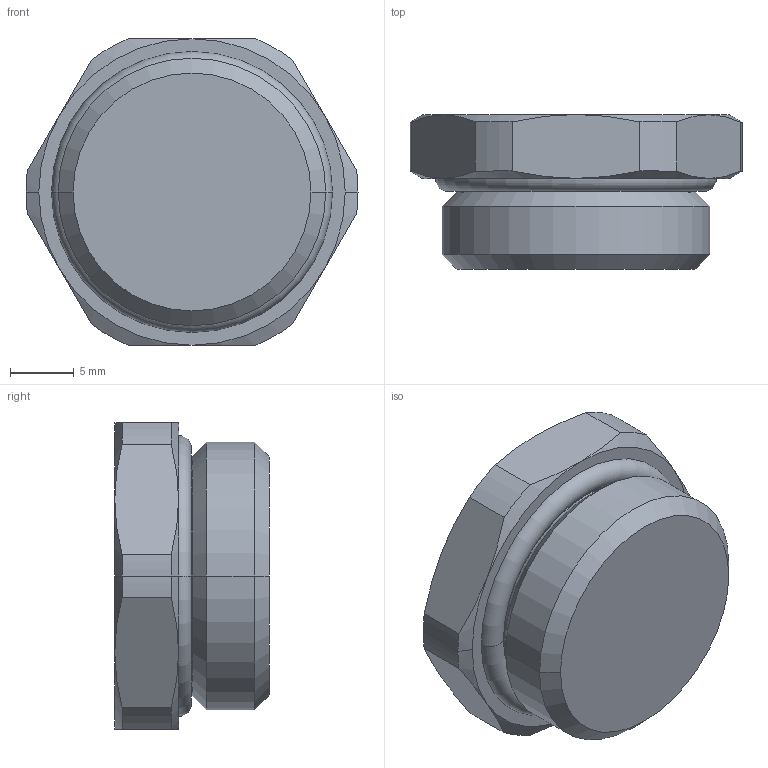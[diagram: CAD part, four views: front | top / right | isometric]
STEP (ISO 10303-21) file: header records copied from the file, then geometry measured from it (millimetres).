
FILE_DESCRIPTION(('STEP AP214'),'1');
FILE_NAME('0222_21_00.stp','2016-07-07T14:23:32',('TraceParts'),('TraceParts S.A.'),'Spatial InterOp 3D',' ',' ');
FILE_SCHEMA(('automotive_design'));
Length unit declared in the file: millimetre
Products named in the file (1): 1
Bounding box: 26 x 12.1 x 24 mm (x, y, z)
Volume: 4410.2 mm3; surface area: 2016.7 mm2
Topology: 1 solids, 1 shells, 53 faces, 127 edges, 76 vertices
Faces by surface type: cone 22, plane 15, cylinder 12, torus 4
Entity records: 1551 total; most frequent: CARTESIAN_POINT 363, DIRECTION 258, ORIENTED_EDGE 250, EDGE_CURVE 125, AXIS2_PLACEMENT_3D 109, VERTEX_POINT 76, EDGE_LOOP 55, CIRCLE 55
